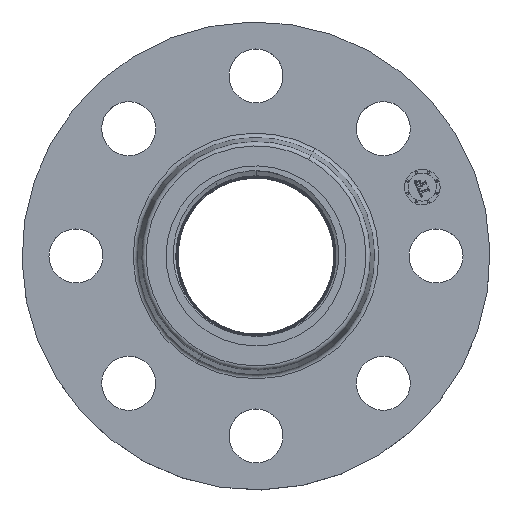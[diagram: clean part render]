
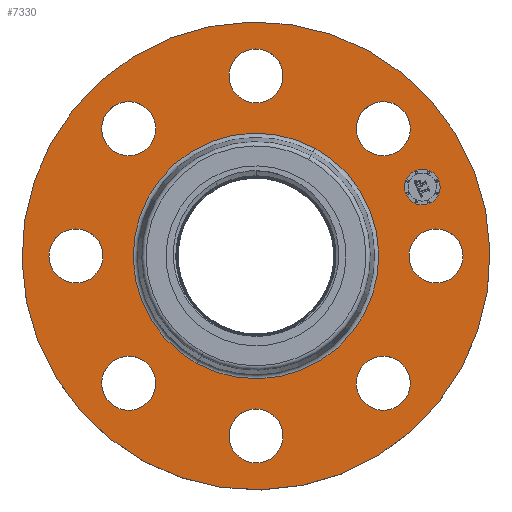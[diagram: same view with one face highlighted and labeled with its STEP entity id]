
A CAD part, top view. The second image highlights one B-rep face of the part: STEP entity #7330.
In plain terms, the highlighted planar face has unit normal (0, 0, 1).
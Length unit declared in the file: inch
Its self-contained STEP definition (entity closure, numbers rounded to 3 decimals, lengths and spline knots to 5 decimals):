
#518=AXIS2_PLACEMENT_3D('Circle Axis2P3D',#516,#517,$) ;
#530=AXIS2_PLACEMENT_3D('Circle Axis2P3D',#528,#529,$) ;
#554=AXIS2_PLACEMENT_3D('Circle Axis2P3D',#552,#553,$) ;
#573=AXIS2_PLACEMENT_3D('Circle Axis2P3D',#571,#572,$) ;
#590=AXIS2_PLACEMENT_3D('Circle Axis2P3D',#588,#589,$) ;
#625=AXIS2_PLACEMENT_3D('Circle Axis2P3D',#623,#624,$) ;
#747=AXIS2_PLACEMENT_3D('Circle Axis2P3D',#745,#746,$) ;
#759=AXIS2_PLACEMENT_3D('Circle Axis2P3D',#757,#758,$) ;
#790=AXIS2_PLACEMENT_3D('Circle Axis2P3D',#788,#789,$) ;
#802=AXIS2_PLACEMENT_3D('Circle Axis2P3D',#800,#801,$) ;
#833=AXIS2_PLACEMENT_3D('Circle Axis2P3D',#831,#832,$) ;
#845=AXIS2_PLACEMENT_3D('Circle Axis2P3D',#843,#844,$) ;
#876=AXIS2_PLACEMENT_3D('Circle Axis2P3D',#874,#875,$) ;
#888=AXIS2_PLACEMENT_3D('Circle Axis2P3D',#886,#887,$) ;
#919=AXIS2_PLACEMENT_3D('Circle Axis2P3D',#917,#918,$) ;
#931=AXIS2_PLACEMENT_3D('Circle Axis2P3D',#929,#930,$) ;
#962=AXIS2_PLACEMENT_3D('Circle Axis2P3D',#960,#961,$) ;
#974=AXIS2_PLACEMENT_3D('Circle Axis2P3D',#972,#973,$) ;
#1005=AXIS2_PLACEMENT_3D('Circle Axis2P3D',#1003,#1004,$) ;
#1017=AXIS2_PLACEMENT_3D('Circle Axis2P3D',#1015,#1016,$) ;
#7270=AXIS2_PLACEMENT_3D('Plane Axis2P3D',#7267,#7268,#7269) ;
#7314=AXIS2_PLACEMENT_3D('Circle Axis2P3D',#7312,#7313,$) ;
#7323=AXIS2_PLACEMENT_3D('Circle Axis2P3D',#7321,#7322,$) ;
#506=CARTESIAN_POINT('Vertex',(2.17091,0.17978,0.81)) ;
#513=CARTESIAN_POINT('Vertex',(2.82909,-0.17978,0.81)) ;
#516=CARTESIAN_POINT('Axis2P3D Location',(2.5,0.,0.81)) ;
#528=CARTESIAN_POINT('Axis2P3D Location',(2.5,0.,0.81)) ;
#549=CARTESIAN_POINT('Vertex',(1.55813,2.85214,0.81)) ;
#552=CARTESIAN_POINT('Axis2P3D Location',(0.,0.,0.81)) ;
#556=CARTESIAN_POINT('Vertex',(-1.55813,-2.85214,0.81)) ;
#571=CARTESIAN_POINT('Axis2P3D Location',(0.,0.,0.81)) ;
#588=CARTESIAN_POINT('Axis2P3D Location',(0.,0.,0.81)) ;
#592=CARTESIAN_POINT('Vertex',(0.81759,1.49658,0.81)) ;
#594=CARTESIAN_POINT('Vertex',(-0.81759,-1.49658,0.81)) ;
#623=CARTESIAN_POINT('Axis2P3D Location',(0.,0.,0.81)) ;
#735=CARTESIAN_POINT('Vertex',(-1.66219,1.40794,0.81)) ;
#742=CARTESIAN_POINT('Vertex',(-1.87334,2.1276,0.81)) ;
#745=CARTESIAN_POINT('Axis2P3D Location',(-1.76777,1.76777,0.81)) ;
#757=CARTESIAN_POINT('Axis2P3D Location',(-1.76777,1.76777,0.81)) ;
#778=CARTESIAN_POINT('Vertex',(0.17978,-2.17091,0.81)) ;
#785=CARTESIAN_POINT('Vertex',(-0.17978,-2.82909,0.81)) ;
#788=CARTESIAN_POINT('Axis2P3D Location',(0.,-2.5,0.81)) ;
#800=CARTESIAN_POINT('Axis2P3D Location',(0.,-2.5,0.81)) ;
#821=CARTESIAN_POINT('Vertex',(-0.17978,2.17091,0.81)) ;
#828=CARTESIAN_POINT('Vertex',(0.17978,2.82909,0.81)) ;
#831=CARTESIAN_POINT('Axis2P3D Location',(0.,2.5,0.81)) ;
#843=CARTESIAN_POINT('Axis2P3D Location',(0.,2.5,0.81)) ;
#864=CARTESIAN_POINT('Vertex',(-1.40794,-1.66219,0.81)) ;
#871=CARTESIAN_POINT('Vertex',(-2.1276,-1.87334,0.81)) ;
#874=CARTESIAN_POINT('Axis2P3D Location',(-1.76777,-1.76777,0.81)) ;
#886=CARTESIAN_POINT('Axis2P3D Location',(-1.76777,-1.76777,0.81)) ;
#907=CARTESIAN_POINT('Vertex',(1.40794,1.66219,0.81)) ;
#914=CARTESIAN_POINT('Vertex',(2.1276,1.87334,0.81)) ;
#917=CARTESIAN_POINT('Axis2P3D Location',(1.76777,1.76777,0.81)) ;
#929=CARTESIAN_POINT('Axis2P3D Location',(1.76777,1.76777,0.81)) ;
#950=CARTESIAN_POINT('Vertex',(-2.17091,-0.17978,0.81)) ;
#957=CARTESIAN_POINT('Vertex',(-2.82909,0.17978,0.81)) ;
#960=CARTESIAN_POINT('Axis2P3D Location',(-2.5,0.,0.81)) ;
#972=CARTESIAN_POINT('Axis2P3D Location',(-2.5,0.,0.81)) ;
#993=CARTESIAN_POINT('Vertex',(1.66219,-1.40794,0.81)) ;
#1000=CARTESIAN_POINT('Vertex',(1.87334,-2.1276,0.81)) ;
#1003=CARTESIAN_POINT('Axis2P3D Location',(1.76777,-1.76777,0.81)) ;
#1015=CARTESIAN_POINT('Axis2P3D Location',(1.76777,-1.76777,0.81)) ;
#7267=CARTESIAN_POINT('Axis2P3D Location',(0.,3.25,0.81)) ;
#7312=CARTESIAN_POINT('Axis2P3D Location',(2.3097,0.95671,0.81)) ;
#7316=CARTESIAN_POINT('Vertex',(2.21498,1.18537,0.81)) ;
#7318=CARTESIAN_POINT('Vertex',(2.40441,0.72805,0.81)) ;
#7321=CARTESIAN_POINT('Axis2P3D Location',(2.3097,0.95671,0.81)) ;
#517=DIRECTION('Axis2P3D Direction',(0.,-0.,-0.039)) ;
#529=DIRECTION('Axis2P3D Direction',(0.,-0.,-0.039)) ;
#553=DIRECTION('Axis2P3D Direction',(0.,0.,-0.039)) ;
#572=DIRECTION('Axis2P3D Direction',(0.,0.,-0.039)) ;
#589=DIRECTION('Axis2P3D Direction',(0.,0.,-0.039)) ;
#624=DIRECTION('Axis2P3D Direction',(0.,0.,-0.039)) ;
#746=DIRECTION('Axis2P3D Direction',(0.,0.,-0.039)) ;
#758=DIRECTION('Axis2P3D Direction',(0.,0.,-0.039)) ;
#789=DIRECTION('Axis2P3D Direction',(0.,-0.,-0.039)) ;
#801=DIRECTION('Axis2P3D Direction',(0.,-0.,-0.039)) ;
#832=DIRECTION('Axis2P3D Direction',(0.,0.,-0.039)) ;
#844=DIRECTION('Axis2P3D Direction',(0.,0.,-0.039)) ;
#875=DIRECTION('Axis2P3D Direction',(-0.,0.,-0.039)) ;
#887=DIRECTION('Axis2P3D Direction',(-0.,0.,-0.039)) ;
#918=DIRECTION('Axis2P3D Direction',(0.,0.,-0.039)) ;
#930=DIRECTION('Axis2P3D Direction',(0.,0.,-0.039)) ;
#961=DIRECTION('Axis2P3D Direction',(-0.,0.,-0.039)) ;
#973=DIRECTION('Axis2P3D Direction',(-0.,0.,-0.039)) ;
#1004=DIRECTION('Axis2P3D Direction',(0.,-0.,-0.039)) ;
#1016=DIRECTION('Axis2P3D Direction',(0.,-0.,-0.039)) ;
#7268=DIRECTION('Axis2P3D Direction',(0.,0.,-0.039)) ;
#7269=DIRECTION('Axis2P3D XDirection',(0.039,0.,0.)) ;
#7313=DIRECTION('Axis2P3D Direction',(0.,0.,-0.039)) ;
#7322=DIRECTION('Axis2P3D Direction',(0.,0.,-0.039)) ;
#7273=ORIENTED_EDGE('',*,*,#558,.F.) ;
#7274=ORIENTED_EDGE('',*,*,#575,.F.) ;
#7277=ORIENTED_EDGE('',*,*,#520,.T.) ;
#7278=ORIENTED_EDGE('',*,*,#532,.T.) ;
#7281=ORIENTED_EDGE('',*,*,#627,.T.) ;
#7282=ORIENTED_EDGE('',*,*,#596,.T.) ;
#7285=ORIENTED_EDGE('',*,*,#1019,.T.) ;
#7286=ORIENTED_EDGE('',*,*,#1007,.T.) ;
#7289=ORIENTED_EDGE('',*,*,#804,.T.) ;
#7290=ORIENTED_EDGE('',*,*,#792,.T.) ;
#7293=ORIENTED_EDGE('',*,*,#890,.T.) ;
#7294=ORIENTED_EDGE('',*,*,#878,.T.) ;
#7297=ORIENTED_EDGE('',*,*,#976,.T.) ;
#7298=ORIENTED_EDGE('',*,*,#964,.T.) ;
#7301=ORIENTED_EDGE('',*,*,#761,.T.) ;
#7302=ORIENTED_EDGE('',*,*,#749,.T.) ;
#7305=ORIENTED_EDGE('',*,*,#847,.T.) ;
#7306=ORIENTED_EDGE('',*,*,#835,.T.) ;
#7309=ORIENTED_EDGE('',*,*,#933,.T.) ;
#7310=ORIENTED_EDGE('',*,*,#921,.T.) ;
#7327=ORIENTED_EDGE('',*,*,#7320,.T.) ;
#7328=ORIENTED_EDGE('',*,*,#7325,.T.) ;
#7279=FACE_BOUND('',#7276,.T.) ;
#7283=FACE_BOUND('',#7280,.T.) ;
#7287=FACE_BOUND('',#7284,.T.) ;
#7291=FACE_BOUND('',#7288,.T.) ;
#7295=FACE_BOUND('',#7292,.T.) ;
#7299=FACE_BOUND('',#7296,.T.) ;
#7303=FACE_BOUND('',#7300,.T.) ;
#7307=FACE_BOUND('',#7304,.T.) ;
#7311=FACE_BOUND('',#7308,.T.) ;
#7329=FACE_BOUND('',#7326,.T.) ;
#7330=ADVANCED_FACE('PartBody',(#7275,#7279,#7283,#7287,#7291,#7295,#7299,#7303,#7307,#7311,#7329),#7271,.F.) ;
#519=CIRCLE('generated circle',#518,0.375) ;
#531=CIRCLE('generated circle',#530,0.375) ;
#555=CIRCLE('generated circle',#554,3.25) ;
#574=CIRCLE('generated circle',#573,3.25) ;
#591=CIRCLE('generated circle',#590,1.70535) ;
#626=CIRCLE('generated circle',#625,1.70535) ;
#748=CIRCLE('generated circle',#747,0.375) ;
#760=CIRCLE('generated circle',#759,0.375) ;
#791=CIRCLE('generated circle',#790,0.375) ;
#803=CIRCLE('generated circle',#802,0.375) ;
#834=CIRCLE('generated circle',#833,0.375) ;
#846=CIRCLE('generated circle',#845,0.375) ;
#877=CIRCLE('generated circle',#876,0.375) ;
#889=CIRCLE('generated circle',#888,0.375) ;
#920=CIRCLE('generated circle',#919,0.375) ;
#932=CIRCLE('generated circle',#931,0.375) ;
#963=CIRCLE('generated circle',#962,0.375) ;
#975=CIRCLE('generated circle',#974,0.375) ;
#1006=CIRCLE('generated circle',#1005,0.375) ;
#1018=CIRCLE('generated circle',#1017,0.375) ;
#7315=CIRCLE('generated circle',#7314,0.2475) ;
#7324=CIRCLE('generated circle',#7323,0.2475) ;
#520=EDGE_CURVE('',#507,#514,#519,.T.) ;
#532=EDGE_CURVE('',#514,#507,#531,.T.) ;
#558=EDGE_CURVE('',#550,#557,#555,.T.) ;
#575=EDGE_CURVE('',#557,#550,#574,.T.) ;
#596=EDGE_CURVE('',#593,#595,#591,.T.) ;
#627=EDGE_CURVE('',#595,#593,#626,.T.) ;
#749=EDGE_CURVE('',#736,#743,#748,.T.) ;
#761=EDGE_CURVE('',#743,#736,#760,.T.) ;
#792=EDGE_CURVE('',#779,#786,#791,.T.) ;
#804=EDGE_CURVE('',#786,#779,#803,.T.) ;
#835=EDGE_CURVE('',#822,#829,#834,.T.) ;
#847=EDGE_CURVE('',#829,#822,#846,.T.) ;
#878=EDGE_CURVE('',#865,#872,#877,.T.) ;
#890=EDGE_CURVE('',#872,#865,#889,.T.) ;
#921=EDGE_CURVE('',#908,#915,#920,.T.) ;
#933=EDGE_CURVE('',#915,#908,#932,.T.) ;
#964=EDGE_CURVE('',#951,#958,#963,.T.) ;
#976=EDGE_CURVE('',#958,#951,#975,.T.) ;
#1007=EDGE_CURVE('',#994,#1001,#1006,.T.) ;
#1019=EDGE_CURVE('',#1001,#994,#1018,.T.) ;
#7320=EDGE_CURVE('',#7317,#7319,#7315,.T.) ;
#7325=EDGE_CURVE('',#7319,#7317,#7324,.T.) ;
#7272=EDGE_LOOP('',(#7273,#7274)) ;
#7276=EDGE_LOOP('',(#7277,#7278)) ;
#7280=EDGE_LOOP('',(#7281,#7282)) ;
#7284=EDGE_LOOP('',(#7285,#7286)) ;
#7288=EDGE_LOOP('',(#7289,#7290)) ;
#7292=EDGE_LOOP('',(#7293,#7294)) ;
#7296=EDGE_LOOP('',(#7297,#7298)) ;
#7300=EDGE_LOOP('',(#7301,#7302)) ;
#7304=EDGE_LOOP('',(#7305,#7306)) ;
#7308=EDGE_LOOP('',(#7309,#7310)) ;
#7326=EDGE_LOOP('',(#7327,#7328)) ;
#7275=FACE_OUTER_BOUND('',#7272,.T.) ;
#7271=PLANE('',#7270) ;
#507=VERTEX_POINT('',#506) ;
#514=VERTEX_POINT('',#513) ;
#550=VERTEX_POINT('',#549) ;
#557=VERTEX_POINT('',#556) ;
#593=VERTEX_POINT('',#592) ;
#595=VERTEX_POINT('',#594) ;
#736=VERTEX_POINT('',#735) ;
#743=VERTEX_POINT('',#742) ;
#779=VERTEX_POINT('',#778) ;
#786=VERTEX_POINT('',#785) ;
#822=VERTEX_POINT('',#821) ;
#829=VERTEX_POINT('',#828) ;
#865=VERTEX_POINT('',#864) ;
#872=VERTEX_POINT('',#871) ;
#908=VERTEX_POINT('',#907) ;
#915=VERTEX_POINT('',#914) ;
#951=VERTEX_POINT('',#950) ;
#958=VERTEX_POINT('',#957) ;
#994=VERTEX_POINT('',#993) ;
#1001=VERTEX_POINT('',#1000) ;
#7317=VERTEX_POINT('',#7316) ;
#7319=VERTEX_POINT('',#7318) ;
